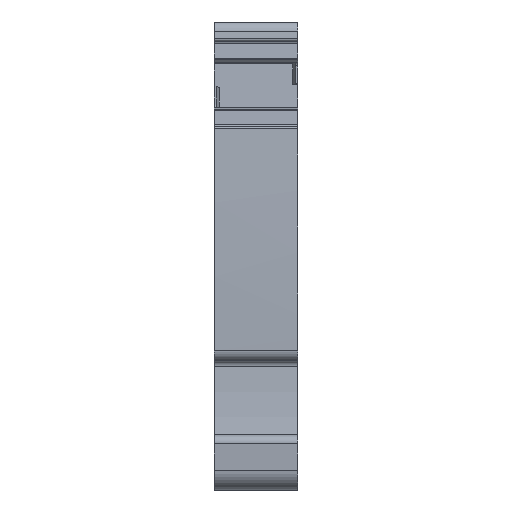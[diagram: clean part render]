
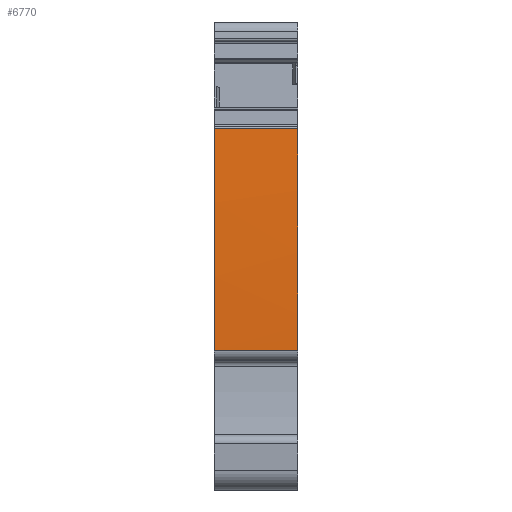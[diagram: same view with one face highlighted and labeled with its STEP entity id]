
A CAD part, front view. The second image highlights one B-rep face of the part: STEP entity #6770.
In plain terms, the highlighted cylindrical face has radius 250 mm (diameter 500 mm), a partial arc.
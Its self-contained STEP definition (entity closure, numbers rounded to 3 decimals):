
#5756=AXIS2_PLACEMENT_3D('Cylinder Axis2P3D',#5753,#5754,#5755) ;
#6748=AXIS2_PLACEMENT_3D('Circle Axis2P3D',#6746,#6747,$) ;
#6755=AXIS2_PLACEMENT_3D('Circle Axis2P3D',#6753,#6754,$) ;
#6760=AXIS2_PLACEMENT_3D('Circle Axis2P3D',#6758,#6759,$) ;
#5753=CARTESIAN_POINT('Axis2P3D Location',(4.05,251.503,17.05)) ;
#6711=CARTESIAN_POINT('Line Origine',(4.05,2.138,34.861)) ;
#6715=CARTESIAN_POINT('Vertex',(0.05,2.138,34.861)) ;
#6717=CARTESIAN_POINT('Vertex',(8.1,2.138,34.861)) ;
#6737=CARTESIAN_POINT('Line Origine',(4.05,1.529,13.45)) ;
#6741=CARTESIAN_POINT('Vertex',(0.05,1.529,13.45)) ;
#6743=CARTESIAN_POINT('Vertex',(8.1,1.529,13.45)) ;
#6746=CARTESIAN_POINT('Axis2P3D Location',(8.1,251.503,17.05)) ;
#6750=CARTESIAN_POINT('Vertex',(8.1,1.503,16.95)) ;
#6753=CARTESIAN_POINT('Axis2P3D Location',(8.1,251.503,17.05)) ;
#6758=CARTESIAN_POINT('Axis2P3D Location',(0.05,251.503,17.05)) ;
#5754=DIRECTION('Axis2P3D Direction',(1.,0.,0.)) ;
#5755=DIRECTION('Axis2P3D XDirection',(0.,-0.994,0.109)) ;
#6712=DIRECTION('Vector Direction',(1.,0.,0.)) ;
#6738=DIRECTION('Vector Direction',(1.,0.,0.)) ;
#6747=DIRECTION('Axis2P3D Direction',(1.,0.,0.)) ;
#6754=DIRECTION('Axis2P3D Direction',(1.,0.,0.)) ;
#6759=DIRECTION('Axis2P3D Direction',(1.,0.,0.)) ;
#6713=VECTOR('Line Direction',#6712,1.) ;
#6739=VECTOR('Line Direction',#6738,1.) ;
#6764=ORIENTED_EDGE('',*,*,#6745,.T.) ;
#6765=ORIENTED_EDGE('',*,*,#6752,.F.) ;
#6766=ORIENTED_EDGE('',*,*,#6757,.F.) ;
#6767=ORIENTED_EDGE('',*,*,#6719,.F.) ;
#6768=ORIENTED_EDGE('',*,*,#6762,.F.) ;
#6770=ADVANCED_FACE('61109_SA_A3C_6_PE.1\\76472_MLD_A4C_6_PE.1\\MLD_A4C_6_PE',(#6769),#5757,.T.) ;
#6749=CIRCLE('generated circle',#6748,250.) ;
#6756=CIRCLE('generated circle',#6755,250.) ;
#6761=CIRCLE('generated circle',#6760,250.) ;
#5757=CYLINDRICAL_SURFACE('generated cylinder',#5756,250.) ;
#6719=EDGE_CURVE('',#6716,#6718,#6714,.T.) ;
#6745=EDGE_CURVE('',#6742,#6744,#6740,.T.) ;
#6752=EDGE_CURVE('',#6751,#6744,#6749,.T.) ;
#6757=EDGE_CURVE('',#6718,#6751,#6756,.T.) ;
#6762=EDGE_CURVE('',#6742,#6716,#6761,.F.) ;
#6763=EDGE_LOOP('',(#6764,#6765,#6766,#6767,#6768)) ;
#6769=FACE_OUTER_BOUND('',#6763,.T.) ;
#6714=LINE('Line',#6711,#6713) ;
#6740=LINE('Line',#6737,#6739) ;
#6716=VERTEX_POINT('',#6715) ;
#6718=VERTEX_POINT('',#6717) ;
#6742=VERTEX_POINT('',#6741) ;
#6744=VERTEX_POINT('',#6743) ;
#6751=VERTEX_POINT('',#6750) ;
